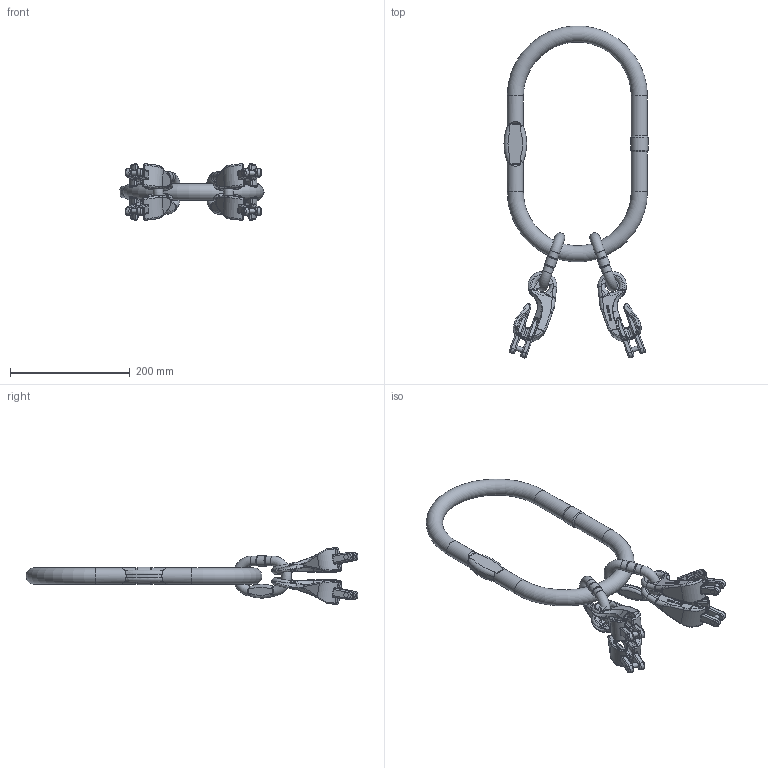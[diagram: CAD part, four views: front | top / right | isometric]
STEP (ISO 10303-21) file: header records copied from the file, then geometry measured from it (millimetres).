
FILE_DESCRIPTION(/* description */ (''),/* implementation_level */ '2;1');
FILE_NAME(/* name */ 'pewag_LXKW_4-8',/* time_stamp */ '2010-03-04T10:00:47+01:00',/* author */ (''),/* organization */ (''),/* preprocessor_version */ 'ST-DEVELOPER v9',/* originating_system */ 'UGS - NX 4.0',/* authorisation */ '');
FILE_SCHEMA (('AUTOMOTIVE_DESIGN { 1 0 10303 214 1 1 1 1 }'));
Length unit declared in the file: millimetre
Products named in the file (1): ritEE32qzf1
Bounding box: 240.35 x 553.99 x 94.3 mm (x, y, z)
Volume: 1017619.9 mm3; surface area: 191283.8 mm2
Topology: 11 solids, 11 shells, 2057 faces, 5153 edges, 3116 vertices
Faces by surface type: bspline 538, plane 526, cylinder 409, extrusion 372, torus 142, sphere 48, cone 22
Full cylindrical faces by diameter (mm): 8 x12, 16.5 x4, 17.738 x2, 27 x4, 29.025 x1
Entity records: 75871 total; most frequent: CARTESIAN_POINT 32024, ORIENTED_EDGE 10100, DIRECTION 7472, EDGE_CURVE 5050, VERTEX_POINT 3096, AXIS2_PLACEMENT_3D 2752, B_SPLINE_CURVE_WITH_KNOTS 2178, EDGE_LOOP 2168
